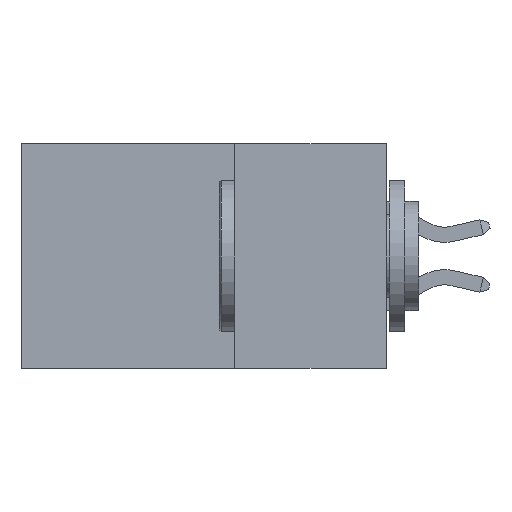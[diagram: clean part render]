
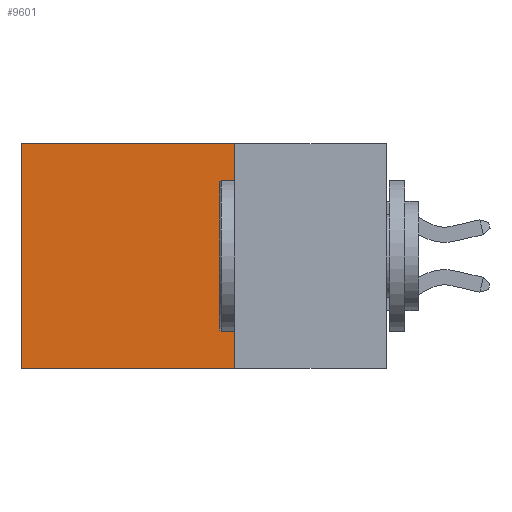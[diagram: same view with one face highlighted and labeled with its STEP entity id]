
A CAD part, left-side view. The second image highlights one B-rep face of the part: STEP entity #9601.
In plain terms, the highlighted planar face has unit normal (-1, 0, 0).
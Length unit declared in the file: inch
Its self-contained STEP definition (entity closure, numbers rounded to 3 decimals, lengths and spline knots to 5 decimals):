
#456 = EDGE_CURVE ( 'NONE', #22245, #24511, #14042, .T. ) ;
#2408 = LINE ( 'NONE', #8328, #26318 ) ;
#4699 = EDGE_CURVE ( 'NONE', #21702, #22245, #2408, .T. ) ;
#4812 = DIRECTION ( 'NONE',  ( 0., 1., 0. ) ) ;
#5070 = CARTESIAN_POINT ( 'NONE',  ( 0.2615, 0.25, -0.37 ) ) ;
#5945 = ORIENTED_EDGE ( 'NONE', *, *, #7247, .F. ) ;
#6069 = DIRECTION ( 'NONE',  ( 0., 0., -1. ) ) ;
#6915 = VECTOR ( 'NONE', #22139, 39.37008 ) ;
#6934 = ORIENTED_EDGE ( 'NONE', *, *, #20415, .F. ) ;
#7247 = EDGE_CURVE ( 'NONE', #22007, #24511, #19375, .T. ) ;
#7457 = CARTESIAN_POINT ( 'NONE',  ( 0.2615, 0.6, -0.37 ) ) ;
#8328 = CARTESIAN_POINT ( 'NONE',  ( 0.2615, 0.25, 0. ) ) ;
#9601 = ADVANCED_FACE ( 'NONE', ( #23142 ), #21046, .F. ) ;
#10969 = ORIENTED_EDGE ( 'NONE', *, *, #4699, .T. ) ;
#11119 = VECTOR ( 'NONE', #17688, 39.37008 ) ;
#11798 = VECTOR ( 'NONE', #4812, 39.37008 ) ;
#14042 = LINE ( 'NONE', #20049, #6915 ) ;
#14491 = CARTESIAN_POINT ( 'NONE',  ( 0.2615, 0.25, -0.37 ) ) ;
#14748 = CARTESIAN_POINT ( 'NONE',  ( 0.2615, 0.25, 0. ) ) ;
#15160 = CARTESIAN_POINT ( 'NONE',  ( 0.2615, 0.25, -0.37 ) ) ;
#16543 = ORIENTED_EDGE ( 'NONE', *, *, #456, .T. ) ;
#16641 = AXIS2_PLACEMENT_3D ( 'NONE', #14491, #20766, #6069 ) ;
#17688 = DIRECTION ( 'NONE',  ( 0., 0., -1. ) ) ;
#19375 = LINE ( 'NONE', #15160, #11798 ) ;
#20049 = CARTESIAN_POINT ( 'NONE',  ( 0.2615, 0.6, -0.37 ) ) ;
#20415 = EDGE_CURVE ( 'NONE', #21702, #22007, #24093, .T. ) ;
#20766 = DIRECTION ( 'NONE',  ( 1., 0., 0. ) ) ;
#21046 = PLANE ( 'NONE',  #16641 ) ;
#21678 = CARTESIAN_POINT ( 'NONE',  ( 0.2615, 0.6, 0. ) ) ;
#21702 = VERTEX_POINT ( 'NONE', #14748 ) ;
#22007 = VERTEX_POINT ( 'NONE', #26712 ) ;
#22139 = DIRECTION ( 'NONE',  ( 0., 0., -1. ) ) ;
#22245 = VERTEX_POINT ( 'NONE', #21678 ) ;
#22608 = EDGE_LOOP ( 'NONE', ( #16543, #5945, #6934, #10969 ) ) ;
#23142 = FACE_OUTER_BOUND ( 'NONE', #22608, .T. ) ;
#24093 = LINE ( 'NONE', #5070, #11119 ) ;
#24511 = VERTEX_POINT ( 'NONE', #7457 ) ;
#25142 = DIRECTION ( 'NONE',  ( 0., 1., 0. ) ) ;
#26318 = VECTOR ( 'NONE', #25142, 39.37008 ) ;
#26712 = CARTESIAN_POINT ( 'NONE',  ( 0.2615, 0.25, -0.37 ) ) ;
